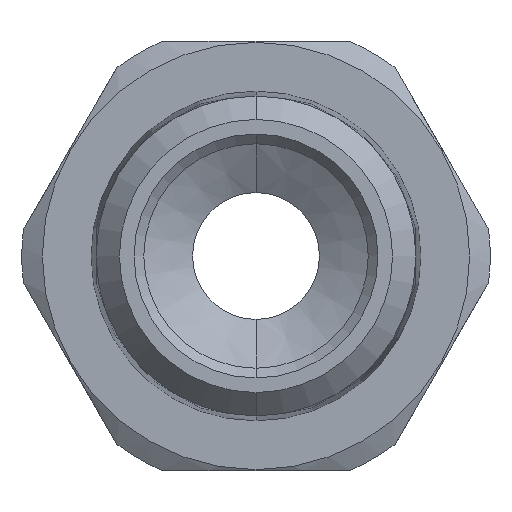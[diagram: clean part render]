
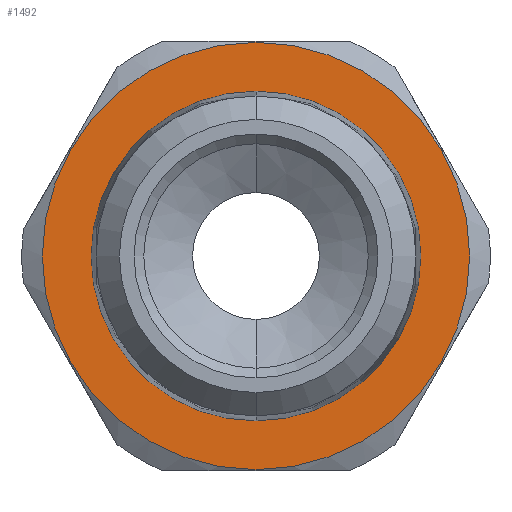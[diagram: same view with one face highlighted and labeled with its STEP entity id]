
A CAD part, front view. The second image highlights one B-rep face of the part: STEP entity #1492.
In plain terms, the highlighted planar face has unit normal (0, -1, 0).
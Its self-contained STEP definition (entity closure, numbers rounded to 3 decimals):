
#143 = FACE_BOUND ( 'NONE', #3201, .T. ) ;
#144 = ORIENTED_EDGE ( 'NONE', *, *, #1994, .F. ) ;
#175 = EDGE_CURVE ( 'NONE', #1385, #831, #2230, .T. ) ;
#202 = CIRCLE ( 'NONE', #876, 8.45 ) ;
#204 = CARTESIAN_POINT ( 'NONE',  ( 0., -22.3, 10.95 ) ) ;
#210 = CARTESIAN_POINT ( 'NONE',  ( 0., -22.3, 0. ) ) ;
#303 = PLANE ( 'NONE',  #1360 ) ;
#348 = EDGE_LOOP ( 'NONE', ( #1391, #1812 ) ) ;
#354 = AXIS2_PLACEMENT_3D ( 'NONE', #1070, #2732, #1292 ) ;
#442 = CARTESIAN_POINT ( 'NONE',  ( 0., -22.3, -8.45 ) ) ;
#585 = DIRECTION ( 'NONE',  ( 0., -1., 0. ) ) ;
#648 = DIRECTION ( 'NONE',  ( 0., 0., -1. ) ) ;
#664 = AXIS2_PLACEMENT_3D ( 'NONE', #881, #1856, #648 ) ;
#712 = DIRECTION ( 'NONE',  ( 0., -1., 0. ) ) ;
#724 = DIRECTION ( 'NONE',  ( 0., 0., -1. ) ) ;
#765 = CIRCLE ( 'NONE', #354, 10.95 ) ;
#785 = EDGE_CURVE ( 'NONE', #831, #1385, #765, .T. ) ;
#805 = CARTESIAN_POINT ( 'NONE',  ( 0., -22.3, 8.45 ) ) ;
#817 = VERTEX_POINT ( 'NONE', #805 ) ;
#831 = VERTEX_POINT ( 'NONE', #2465 ) ;
#876 = AXIS2_PLACEMENT_3D ( 'NONE', #210, #2169, #1213 ) ;
#881 = CARTESIAN_POINT ( 'NONE',  ( 0., -22.3, 0. ) ) ;
#996 = EDGE_CURVE ( 'NONE', #1027, #817, #202, .T. ) ;
#1027 = VERTEX_POINT ( 'NONE', #442 ) ;
#1032 = ORIENTED_EDGE ( 'NONE', *, *, #996, .F. ) ;
#1070 = CARTESIAN_POINT ( 'NONE',  ( 0., -22.3, 0. ) ) ;
#1213 = DIRECTION ( 'NONE',  ( 0., 0., -1. ) ) ;
#1292 = DIRECTION ( 'NONE',  ( 0., 0., -1. ) ) ;
#1360 = AXIS2_PLACEMENT_3D ( 'NONE', #2289, #585, #2061 ) ;
#1385 = VERTEX_POINT ( 'NONE', #204 ) ;
#1391 = ORIENTED_EDGE ( 'NONE', *, *, #175, .T. ) ;
#1457 = AXIS2_PLACEMENT_3D ( 'NONE', #2204, #712, #724 ) ;
#1492 = ADVANCED_FACE ( 'NONE', ( #143, #2612 ), #303, .T. ) ;
#1812 = ORIENTED_EDGE ( 'NONE', *, *, #785, .T. ) ;
#1856 = DIRECTION ( 'NONE',  ( 0., -1., 0. ) ) ;
#1994 = EDGE_CURVE ( 'NONE', #817, #1027, #2201, .T. ) ;
#2061 = DIRECTION ( 'NONE',  ( 0., 0., -1. ) ) ;
#2169 = DIRECTION ( 'NONE',  ( 0., -1., 0. ) ) ;
#2201 = CIRCLE ( 'NONE', #664, 8.45 ) ;
#2204 = CARTESIAN_POINT ( 'NONE',  ( 0., -22.3, 0. ) ) ;
#2230 = CIRCLE ( 'NONE', #1457, 10.95 ) ;
#2289 = CARTESIAN_POINT ( 'NONE',  ( 8.45, -22.3, 0. ) ) ;
#2465 = CARTESIAN_POINT ( 'NONE',  ( 0., -22.3, -10.95 ) ) ;
#2612 = FACE_OUTER_BOUND ( 'NONE', #348, .T. ) ;
#2732 = DIRECTION ( 'NONE',  ( 0., -1., 0. ) ) ;
#3201 = EDGE_LOOP ( 'NONE', ( #1032, #144 ) ) ;
